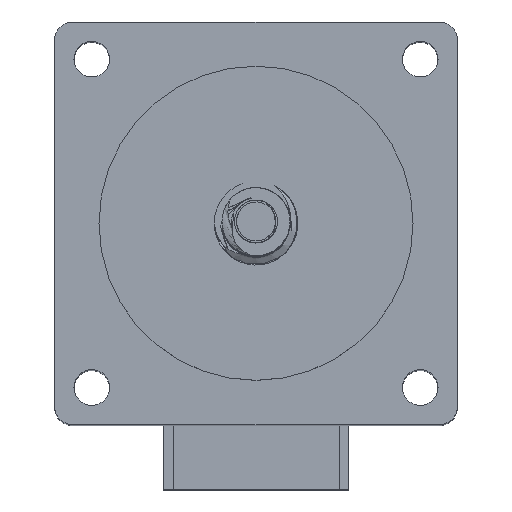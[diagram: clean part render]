
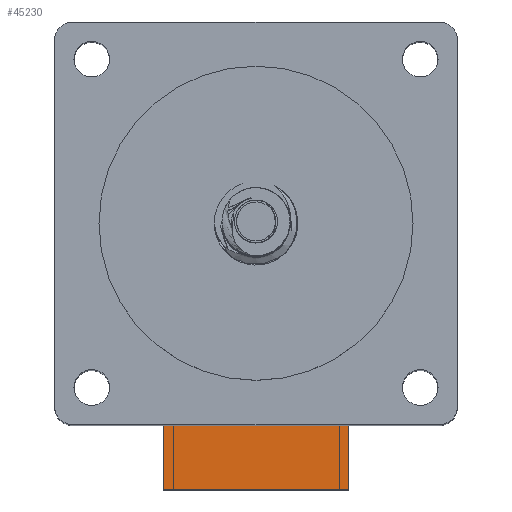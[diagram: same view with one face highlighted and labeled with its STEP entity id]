
A CAD part, top view. The second image highlights one B-rep face of the part: STEP entity #45230.
In plain terms, the highlighted planar face has unit normal (0, 0, 1).
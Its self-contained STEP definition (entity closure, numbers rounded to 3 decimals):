
#40863 = PLANE('',#40864);
#40864 = AXIS2_PLACEMENT_3D('',#40865,#40866,#40867);
#40865 = CARTESIAN_POINT('',(-12.85,-14.1,45.));
#40866 = DIRECTION('',(0.,1.,0.));
#40867 = DIRECTION('',(0.,0.,1.));
#41442 = PLANE('',#41443);
#41443 = AXIS2_PLACEMENT_3D('',#41444,#41445,#41446);
#41444 = CARTESIAN_POINT('',(6.5,-18.6,0.));
#41445 = DIRECTION('',(-1.,0.,0.));
#41446 = DIRECTION('',(0.,0.,1.));
#41470 = PLANE('',#41471);
#41471 = AXIS2_PLACEMENT_3D('',#41472,#41473,#41474);
#41472 = CARTESIAN_POINT('',(-6.5,-18.6,8.));
#41473 = DIRECTION('',(0.,1.,0.));
#41474 = DIRECTION('',(0.,0.,1.));
#41496 = PLANE('',#41497);
#41497 = AXIS2_PLACEMENT_3D('',#41498,#41499,#41500);
#41498 = CARTESIAN_POINT('',(-6.5,-18.6,0.));
#41499 = DIRECTION('',(1.,0.,0.));
#41500 = DIRECTION('',(0.,0.,-1.));
#43638 = VERTEX_POINT('',#43639);
#43639 = CARTESIAN_POINT('',(-6.5,-14.1,8.));
#43660 = EDGE_CURVE('',#43661,#43638,#43663,.T.);
#43661 = VERTEX_POINT('',#43662);
#43662 = CARTESIAN_POINT('',(6.5,-14.1,8.));
#43663 = SURFACE_CURVE('',#43664,(#43668,#43675),.PCURVE_S1.);
#43664 = LINE('',#43665,#43666);
#43665 = CARTESIAN_POINT('',(-6.5,-14.1,8.));
#43666 = VECTOR('',#43667,1.);
#43667 = DIRECTION('',(-1.,0.,0.));
#43668 = PCURVE('',#40863,#43669);
#43669 = DEFINITIONAL_REPRESENTATION('',(#43670),#43674);
#43670 = LINE('',#43671,#43672);
#43671 = CARTESIAN_POINT('',(-37.,6.35));
#43672 = VECTOR('',#43673,1.);
#43673 = DIRECTION('',(0.,-1.));
#43674 = ( GEOMETRIC_REPRESENTATION_CONTEXT(2) 
PARAMETRIC_REPRESENTATION_CONTEXT() REPRESENTATION_CONTEXT('2D SPACE',''
  ) );
#43675 = PCURVE('',#43676,#43681);
#43676 = PLANE('',#43677);
#43677 = AXIS2_PLACEMENT_3D('',#43678,#43679,#43680);
#43678 = CARTESIAN_POINT('',(-6.5,-18.6,8.));
#43679 = DIRECTION('',(0.,0.,-1.));
#43680 = DIRECTION('',(-1.,0.,0.));
#43681 = DEFINITIONAL_REPRESENTATION('',(#43682),#43686);
#43682 = LINE('',#43683,#43684);
#43683 = CARTESIAN_POINT('',(0.,4.5));
#43684 = VECTOR('',#43685,1.);
#43685 = DIRECTION('',(1.,0.));
#43686 = ( GEOMETRIC_REPRESENTATION_CONTEXT(2) 
PARAMETRIC_REPRESENTATION_CONTEXT() REPRESENTATION_CONTEXT('2D SPACE',''
  ) );
#45139 = VERTEX_POINT('',#45140);
#45140 = CARTESIAN_POINT('',(-6.5,-18.6,8.));
#45161 = EDGE_CURVE('',#45139,#43638,#45162,.T.);
#45162 = SURFACE_CURVE('',#45163,(#45167,#45174),.PCURVE_S1.);
#45163 = LINE('',#45164,#45165);
#45164 = CARTESIAN_POINT('',(-6.5,-18.6,8.));
#45165 = VECTOR('',#45166,1.);
#45166 = DIRECTION('',(0.,1.,0.));
#45167 = PCURVE('',#41496,#45168);
#45168 = DEFINITIONAL_REPRESENTATION('',(#45169),#45173);
#45169 = LINE('',#45170,#45171);
#45170 = CARTESIAN_POINT('',(-8.,0.));
#45171 = VECTOR('',#45172,1.);
#45172 = DIRECTION('',(0.,1.));
#45173 = ( GEOMETRIC_REPRESENTATION_CONTEXT(2) 
PARAMETRIC_REPRESENTATION_CONTEXT() REPRESENTATION_CONTEXT('2D SPACE',''
  ) );
#45174 = PCURVE('',#43676,#45175);
#45175 = DEFINITIONAL_REPRESENTATION('',(#45176),#45180);
#45176 = LINE('',#45177,#45178);
#45177 = CARTESIAN_POINT('',(0.,0.));
#45178 = VECTOR('',#45179,1.);
#45179 = DIRECTION('',(0.,1.));
#45180 = ( GEOMETRIC_REPRESENTATION_CONTEXT(2) 
PARAMETRIC_REPRESENTATION_CONTEXT() REPRESENTATION_CONTEXT('2D SPACE',''
  ) );
#45186 = EDGE_CURVE('',#45187,#43661,#45189,.T.);
#45187 = VERTEX_POINT('',#45188);
#45188 = CARTESIAN_POINT('',(6.5,-18.6,8.));
#45189 = SURFACE_CURVE('',#45190,(#45194,#45201),.PCURVE_S1.);
#45190 = LINE('',#45191,#45192);
#45191 = CARTESIAN_POINT('',(6.5,-18.6,8.));
#45192 = VECTOR('',#45193,1.);
#45193 = DIRECTION('',(0.,1.,0.));
#45194 = PCURVE('',#41442,#45195);
#45195 = DEFINITIONAL_REPRESENTATION('',(#45196),#45200);
#45196 = LINE('',#45197,#45198);
#45197 = CARTESIAN_POINT('',(8.,0.));
#45198 = VECTOR('',#45199,1.);
#45199 = DIRECTION('',(0.,1.));
#45200 = ( GEOMETRIC_REPRESENTATION_CONTEXT(2) 
PARAMETRIC_REPRESENTATION_CONTEXT() REPRESENTATION_CONTEXT('2D SPACE',''
  ) );
#45201 = PCURVE('',#43676,#45202);
#45202 = DEFINITIONAL_REPRESENTATION('',(#45203),#45207);
#45203 = LINE('',#45204,#45205);
#45204 = CARTESIAN_POINT('',(-13.,0.));
#45205 = VECTOR('',#45206,1.);
#45206 = DIRECTION('',(0.,1.));
#45207 = ( GEOMETRIC_REPRESENTATION_CONTEXT(2) 
PARAMETRIC_REPRESENTATION_CONTEXT() REPRESENTATION_CONTEXT('2D SPACE',''
  ) );
#45230 = ADVANCED_FACE('',(#45231),#43676,.F.);
#45231 = FACE_BOUND('',#45232,.T.);
#45232 = EDGE_LOOP('',(#45233,#45234,#45235,#45256));
#45233 = ORIENTED_EDGE('',*,*,#43660,.T.);
#45234 = ORIENTED_EDGE('',*,*,#45161,.F.);
#45235 = ORIENTED_EDGE('',*,*,#45236,.F.);
#45236 = EDGE_CURVE('',#45187,#45139,#45237,.T.);
#45237 = SURFACE_CURVE('',#45238,(#45242,#45249),.PCURVE_S1.);
#45238 = LINE('',#45239,#45240);
#45239 = CARTESIAN_POINT('',(-6.5,-18.6,8.));
#45240 = VECTOR('',#45241,1.);
#45241 = DIRECTION('',(-1.,0.,0.));
#45242 = PCURVE('',#43676,#45243);
#45243 = DEFINITIONAL_REPRESENTATION('',(#45244),#45248);
#45244 = LINE('',#45245,#45246);
#45245 = CARTESIAN_POINT('',(0.,0.));
#45246 = VECTOR('',#45247,1.);
#45247 = DIRECTION('',(1.,0.));
#45248 = ( GEOMETRIC_REPRESENTATION_CONTEXT(2) 
PARAMETRIC_REPRESENTATION_CONTEXT() REPRESENTATION_CONTEXT('2D SPACE',''
  ) );
#45249 = PCURVE('',#41470,#45250);
#45250 = DEFINITIONAL_REPRESENTATION('',(#45251),#45255);
#45251 = LINE('',#45252,#45253);
#45252 = CARTESIAN_POINT('',(0.,0.));
#45253 = VECTOR('',#45254,1.);
#45254 = DIRECTION('',(0.,-1.));
#45255 = ( GEOMETRIC_REPRESENTATION_CONTEXT(2) 
PARAMETRIC_REPRESENTATION_CONTEXT() REPRESENTATION_CONTEXT('2D SPACE',''
  ) );
#45256 = ORIENTED_EDGE('',*,*,#45186,.T.);
